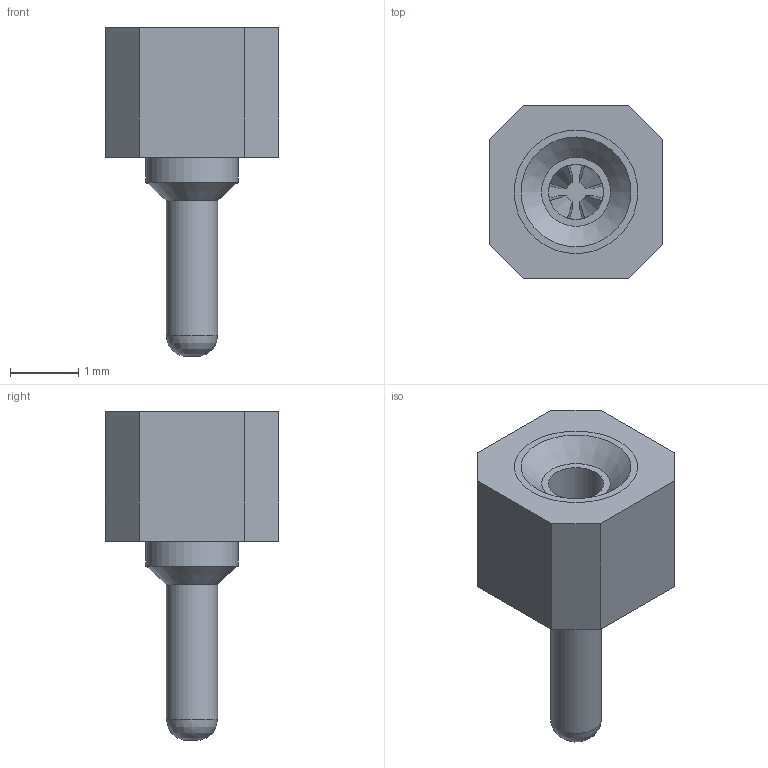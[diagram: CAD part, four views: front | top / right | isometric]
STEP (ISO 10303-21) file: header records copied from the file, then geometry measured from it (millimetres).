
FILE_DESCRIPTION(('FreeCAD Model'),'2;1');
FILE_NAME('1x02_H1.9_L4.82.step','2016-11-23T03:30:17',('Author'),(''), 'Open CASCADE STEP processor 6.8','FreeCAD','Unknown');
FILE_SCHEMA(('AUTOMOTIVE_DESIGN_CC2 { 1 2 10303 214 -1 1 5 4 }'));
Length unit declared in the file: millimetre
Products named in the file (2): ASSEMBLY; 1x02_H1.9_L4.82
Assembly tree (1 placements, depth 2):
  ASSEMBLY
    1x02_H1.9_L4.82
Bounding box: 2.54 x 2.54 x 4.82 mm (x, y, z)
Volume: 10.9 mm3; surface area: 74.3 mm2
Topology: 3 solids, 4 shells, 56 faces, 121 edges, 77 vertices
Faces by surface type: plane 36, cylinder 13, cone 6, revolution 1
Full cylindrical faces by diameter (mm): 0.6 x1, 0.75 x1, 0.81 x1, 1.01 x2, 1.35 x4, 1.5 x2, 1.81 x2
Entity records: 3648 total; most frequent: CARTESIAN_POINT 850, DIRECTION 439, ORIENTED_EDGE 242, PCURVE 242, DEFINITIONAL_REPRESENTATION 242, LINE 185, VECTOR 185, EDGE_CURVE 121
